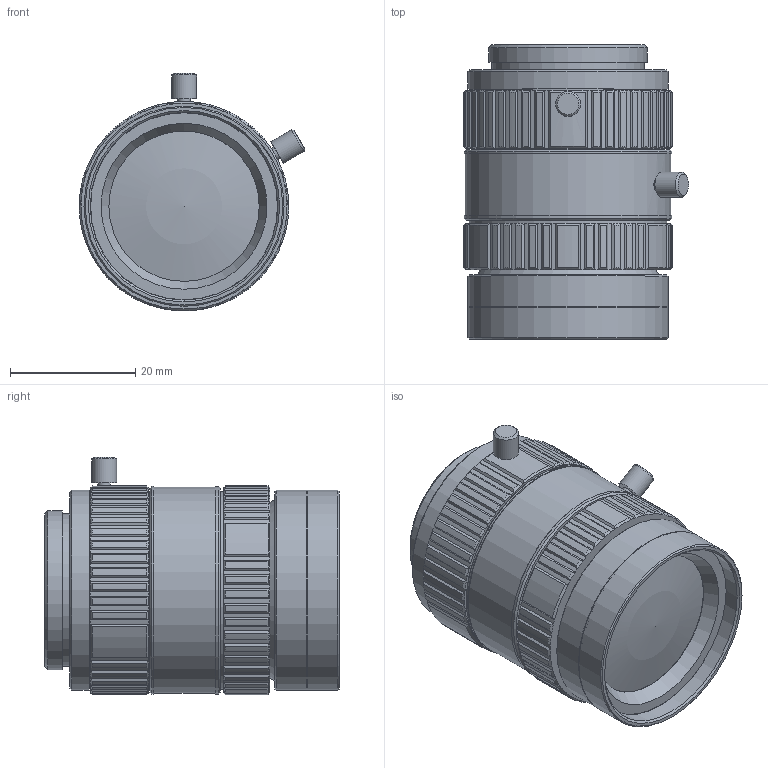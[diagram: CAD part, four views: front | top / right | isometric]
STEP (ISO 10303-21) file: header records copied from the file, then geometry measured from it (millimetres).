
FILE_DESCRIPTION(/* description */ ('Unknown'),/* implementation_level */ '2;1');
FILE_NAME(/* name */ 'M3514-SW_210416',/* time_stamp */ '2021-04-16T16:27:28+09:00',/* author */ ('Unknown'),/* organization */ ('Unknown'),/* preprocessor_version */ 'ST-DEVELOPER v16.7',/* originating_system */ 'DEX',/* authorisation */ $);
FILE_SCHEMA (('AP203_CONFIGURATION_CONTROLLED_3D_DESIGN_OF_MECHANICAL_PARTS_AND_ASSEMBLIES_MIM_LF { 1 0 10303 203 3 1 4 }','AP242_MANAGED_MODEL_BASED_3D_ENGINEERING_MIM_LF { 1 0 10303 442 1 1 4 }','AUTOMOTIVE_DESIGN {1 0 10303 214 3 1 1}'));
Length unit declared in the file: millimetre
Products named in the file (3): M3514-SW_210416; M3514-SW_Infinity_210416; M3514-SW_Mechanical Limit_210416
Assembly tree (2 placements, depth 2):
  M3514-SW_210416
    M3514-SW_Infinity_210416
    M3514-SW_Mechanical Limit_210416
Bounding box: 36.05 x 47.09 x 38.04 mm (x, y, z)
Volume: 63903.7 mm3; surface area: 17227.3 mm2
Topology: 2 solids, 2 shells, 1055 faces, 2365 edges, 1361 vertices
Faces by surface type: plane 355, cylinder 353, cone 343, sphere 4
Full cylindrical faces by diameter (mm): 1.7 x2, 2 x2, 4 x4, 12 x2, 15.5 x2, 16 x2, 17.5 x2, 22.5 x2, 23 x2, 24.04 x2, 24.4 x2, 25.4 x2, 25.8 x1, 27.6 x1, 28.6 x1, 30 x2, 30.5 x2, 31 x2, 31.4 x2, 31.6 x2, 32 x4, 32.9 x2, 33.2 x4
Entity records: 36424 total; most frequent: CARTESIAN_POINT 6540, DIRECTION 4814, ORIENTED_EDGE 4530, EDGE_CURVE 2265, AXIS2_PLACEMENT_3D 2103, VERTEX_POINT 1353, EDGE_LOOP 1194, FACE_BOUND 1194
